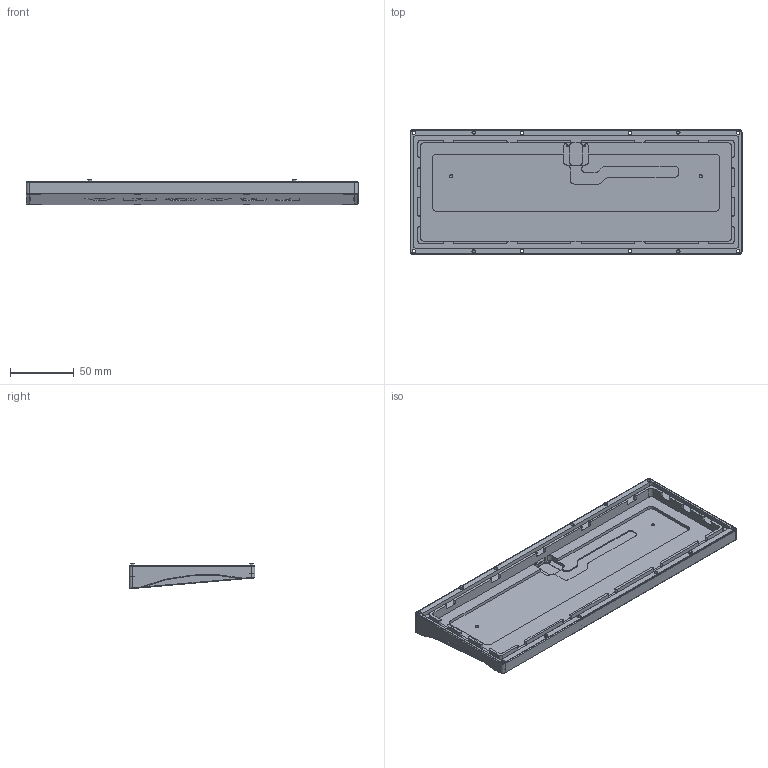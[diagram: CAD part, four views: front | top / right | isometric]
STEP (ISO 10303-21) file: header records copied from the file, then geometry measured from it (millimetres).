
FILE_DESCRIPTION(/* description */ (''),/* implementation_level */ '2;1');
FILE_NAME(/* name */ 'Pragma-Bottom.step',/* time_stamp */ '2022-09-15T16:21:43-04:00',/* author */ (''),/* organization */ (''),/* preprocessor_version */ 'ST-DEVELOPER v19',/* originating_system */ 'Autodesk Translation Framework v11.7.0.108',/* authorisation */ '');
FILE_SCHEMA (('AUTOMOTIVE_DESIGN { 1 0 10303 214 3 1 1 }'));
Length unit declared in the file: millimetre
Products named in the file (1): Pragma-Bottom
Bounding box: 260 x 98.5 x 20.02 mm (x, y, z)
Volume: 165334.3 mm3; surface area: 73873.9 mm2
Topology: 1 solids, 1 shells, 433 faces, 1167 edges, 766 vertices
Faces by surface type: plane 190, cylinder 162, bspline 63, cone 18
Full cylindrical faces by diameter (mm): 1.623 x2, 2.529 x2, 2.7 x8, 2.9 x4, 4.6 x8, 6.5 x4
Entity records: 14156 total; most frequent: CARTESIAN_POINT 3416, ORIENTED_EDGE 2326, DIRECTION 2105, EDGE_CURVE 1163, VERTEX_POINT 766, AXIS2_PLACEMENT_3D 711, LINE 683, VECTOR 683
